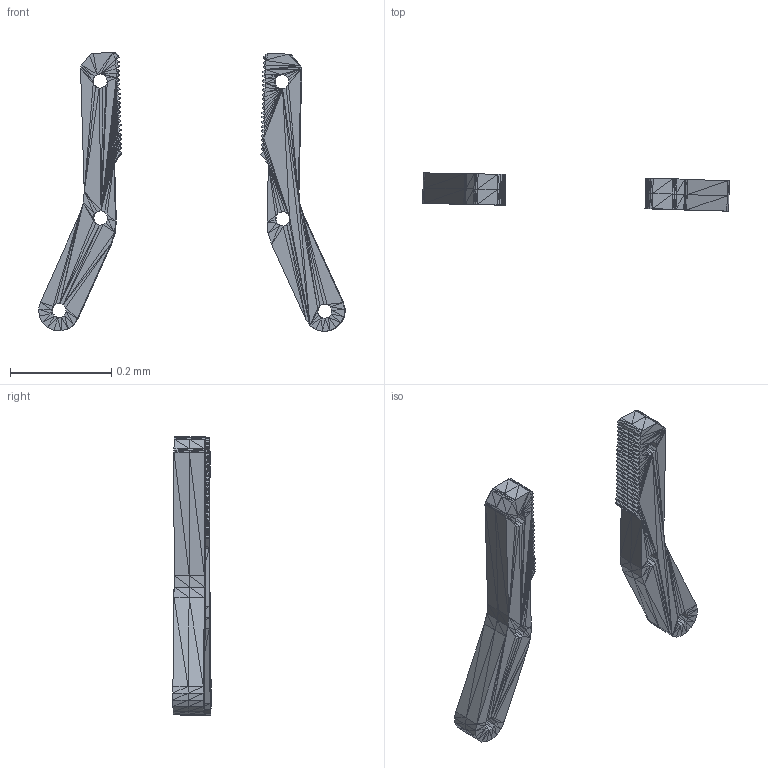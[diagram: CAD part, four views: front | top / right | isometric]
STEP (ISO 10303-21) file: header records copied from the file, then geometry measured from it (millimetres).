
FILE_DESCRIPTION(/* description */ (''),/* implementation_level */ '2;1');
FILE_NAME(/* name */ 'link5.step',/* time_stamp */ '2024-07-04T17:21:04+02:00',/* author */ (''),/* organization */ (''),/* preprocessor_version */ 'ST-DEVELOPER v20',/* originating_system */ 'Autodesk Translation Framework v13.14.0.145',/* authorisation */ '');
FILE_SCHEMA (('AUTOMOTIVE_DESIGN { 1 0 10303 214 3 1 1 }'));
Length unit declared in the file: millimetre
Products named in the file (1): (未保存)
Bounding box: 0.6 x 0.08 x 0.55 mm (x, y, z)
Volume: 0 mm3; surface area: 0.5 mm2
Topology: 2 solids, 2 shells, 2048 faces, 3072 edges, 756 vertices
Faces by surface type: plane 2048
Entity records: 39444 total; most frequent: DIRECTION 7170, ORIENTED_EDGE 6144, CARTESIAN_POINT 5877, LINE 3072, VECTOR 3072, EDGE_CURVE 3072, AXIS2_PLACEMENT_3D 2049, FACE_OUTER_BOUND 2048
